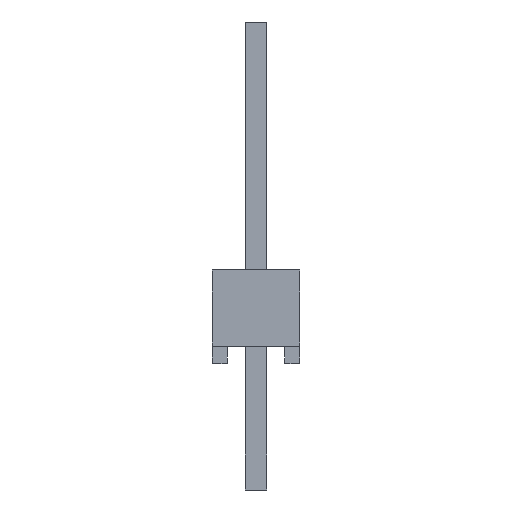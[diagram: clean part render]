
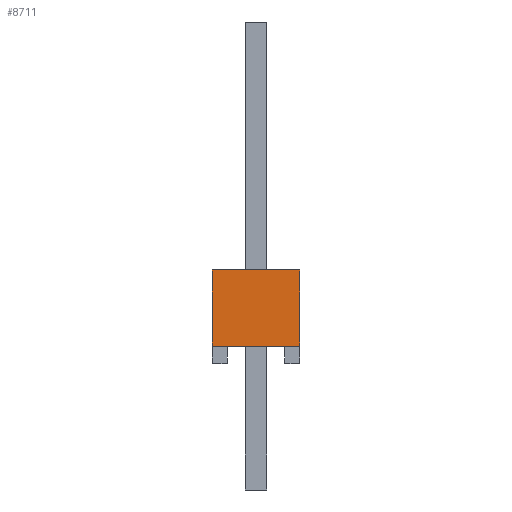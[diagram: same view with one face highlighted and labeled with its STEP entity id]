
A CAD part, left-side view. The second image highlights one B-rep face of the part: STEP entity #8711.
In plain terms, the highlighted planar face has unit normal (-1, 0, 0).
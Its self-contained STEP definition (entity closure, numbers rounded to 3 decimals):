
#167 = VERTEX_POINT('',#168);
#168 = CARTESIAN_POINT('',(-7.62,1.27,0.51));
#174 = EDGE_CURVE('',#175,#167,#177,.T.);
#175 = VERTEX_POINT('',#176);
#176 = CARTESIAN_POINT('',(-7.62,1.27,0.71));
#177 = LINE('',#178,#179);
#178 = CARTESIAN_POINT('',(-7.62,1.27,2.542));
#179 = VECTOR('',#180,1.);
#180 = DIRECTION('',(0.,0.,-1.));
#182 = EDGE_CURVE('',#183,#175,#185,.T.);
#183 = VERTEX_POINT('',#184);
#184 = CARTESIAN_POINT('',(-7.62,1.27,2.542));
#185 = LINE('',#186,#187);
#186 = CARTESIAN_POINT('',(-7.62,1.27,2.542));
#187 = VECTOR('',#188,1.);
#188 = DIRECTION('',(0.,0.,-1.));
#190 = EDGE_CURVE('',#191,#183,#193,.T.);
#191 = VERTEX_POINT('',#192);
#192 = CARTESIAN_POINT('',(-7.62,1.27,2.742));
#193 = LINE('',#194,#195);
#194 = CARTESIAN_POINT('',(-7.62,1.27,2.742));
#195 = VECTOR('',#196,1.);
#196 = DIRECTION('',(0.,0.,-1.));
#1015 = VERTEX_POINT('',#1016);
#1016 = CARTESIAN_POINT('',(-7.62,-1.27,2.742));
#1024 = EDGE_CURVE('',#191,#1015,#1025,.T.);
#1025 = LINE('',#1026,#1027);
#1026 = CARTESIAN_POINT('',(-7.62,1.27,2.742));
#1027 = VECTOR('',#1028,1.);
#1028 = DIRECTION('',(0.,-1.,0.));
#2527 = VERTEX_POINT('',#2528);
#2528 = CARTESIAN_POINT('',(-7.62,-1.27,0.51));
#2534 = EDGE_CURVE('',#2527,#167,#2535,.T.);
#2535 = LINE('',#2536,#2537);
#2536 = CARTESIAN_POINT('',(-7.62,1.27,0.51));
#2537 = VECTOR('',#2538,1.);
#2538 = DIRECTION('',(0.,1.,0.));
#4102 = EDGE_CURVE('',#1015,#4103,#4105,.T.);
#4103 = VERTEX_POINT('',#4104);
#4104 = CARTESIAN_POINT('',(-7.62,-1.27,2.542));
#4105 = LINE('',#4106,#4107);
#4106 = CARTESIAN_POINT('',(-7.62,-1.27,2.742));
#4107 = VECTOR('',#4108,1.);
#4108 = DIRECTION('',(0.,0.,-1.));
#4110 = EDGE_CURVE('',#4103,#4111,#4113,.T.);
#4111 = VERTEX_POINT('',#4112);
#4112 = CARTESIAN_POINT('',(-7.62,-1.27,0.71));
#4113 = LINE('',#4114,#4115);
#4114 = CARTESIAN_POINT('',(-7.62,-1.27,2.542));
#4115 = VECTOR('',#4116,1.);
#4116 = DIRECTION('',(0.,0.,-1.));
#4118 = EDGE_CURVE('',#4111,#2527,#4119,.T.);
#4119 = LINE('',#4120,#4121);
#4120 = CARTESIAN_POINT('',(-7.62,-1.27,2.542));
#4121 = VECTOR('',#4122,1.);
#4122 = DIRECTION('',(0.,0.,-1.));
#8711 = ADVANCED_FACE('',(#8712),#8722,.T.);
#8712 = FACE_BOUND('',#8713,.T.);
#8713 = EDGE_LOOP('',(#8714,#8715,#8716,#8717,#8718,#8719,#8720,#8721));
#8714 = ORIENTED_EDGE('',*,*,#4102,.F.);
#8715 = ORIENTED_EDGE('',*,*,#1024,.F.);
#8716 = ORIENTED_EDGE('',*,*,#190,.T.);
#8717 = ORIENTED_EDGE('',*,*,#182,.T.);
#8718 = ORIENTED_EDGE('',*,*,#174,.T.);
#8719 = ORIENTED_EDGE('',*,*,#2534,.F.);
#8720 = ORIENTED_EDGE('',*,*,#4118,.F.);
#8721 = ORIENTED_EDGE('',*,*,#4110,.F.);
#8722 = PLANE('',#8723);
#8723 = AXIS2_PLACEMENT_3D('',#8724,#8725,#8726);
#8724 = CARTESIAN_POINT('',(-7.62,-1.27,2.742));
#8725 = DIRECTION('',(-1.,0.,0.));
#8726 = DIRECTION('',(0.,0.,-1.));
